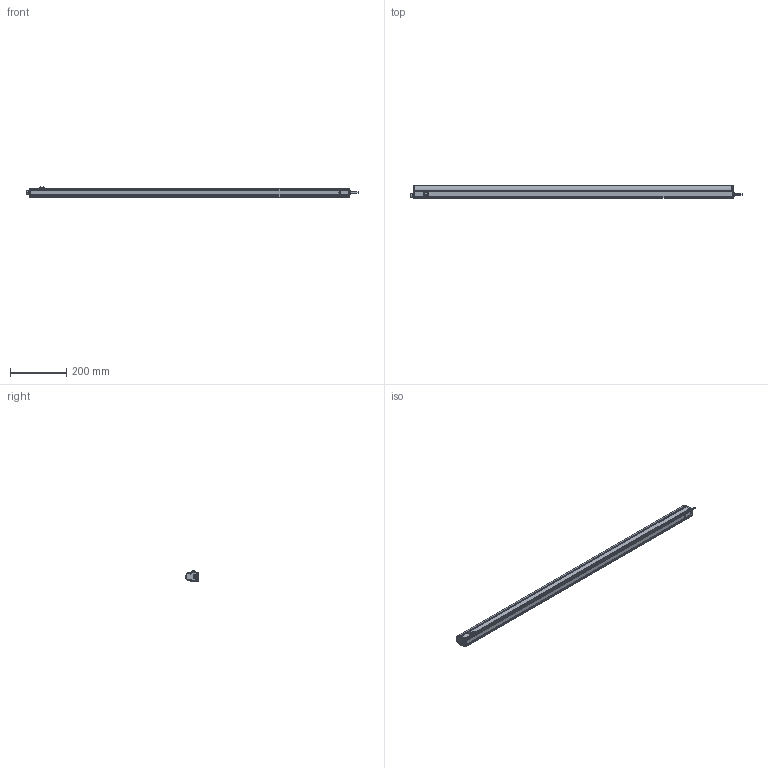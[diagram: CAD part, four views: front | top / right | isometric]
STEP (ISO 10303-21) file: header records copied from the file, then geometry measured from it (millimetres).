
FILE_DESCRIPTION((''),'2;1');
FILE_NAME('175638_ASM','2014-01-09T',('pdmadmin'),(''),'PRO/ENGINEER BY PARAMETRIC TECHNOLOGY CORPORATION, 2013230','PRO/ENGINEER BY PARAMETRIC TECHNOLOGY CORPORATION, 2013230','');
FILE_SCHEMA(('CONFIG_CONTROL_DESIGN'));
Length unit declared in the file: inch
Products named in the file (16): 169952_AF0; 175523_169952_ASM; 169947; 171078; CANAL_MR2-131C__-N__1-10NC; 166960_ASM; 138905; 169957; 145997_HSG; 306-00249; 307-00176; 145997_ASM; 170224; 171081; CABLE_190; 175638_ASM
Assembly tree (25 placements, depth 3):
  175638_ASM
    175523_169952_ASM
      169952_AF0
    169947
    171078
    166960_ASM
      CANAL_MR2-131C__-N__1-10NC
    138905  x8
    169957
    145997_ASM
      145997_HSG
      306-00249  x4
      307-00176
    170224
    171081
    CABLE_190
Bounding box: 1184.44 x 46 x 36.06 mm (x, y, z)
Volume: 295222.3 mm3; surface area: 454952.2 mm2
Topology: 21 solids, 22 shells, 2006 faces, 5331 edges, 3412 vertices
Faces by surface type: cylinder 785, plane 721, bspline 258, cone 98, torus 88, sphere 46, extrusion 10
Entity records: 44261 total; most frequent: CARTESIAN_POINT 15861, ORIENTED_EDGE 5938, DIRECTION 5852, EDGE_CURVE 2974, AXIS2_PLACEMENT_3D 2084, VERTEX_POINT 1916, VECTOR 1684, LINE 1674
